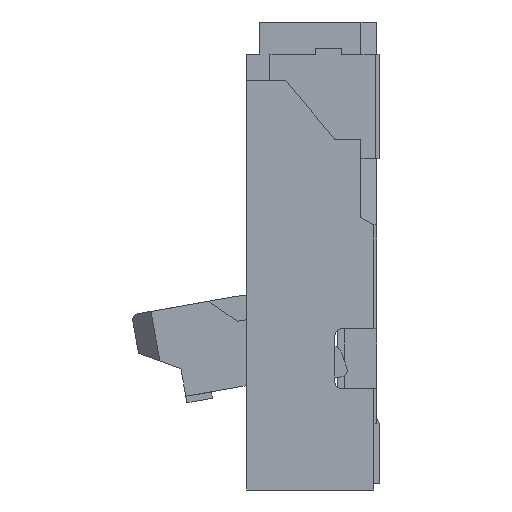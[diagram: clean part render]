
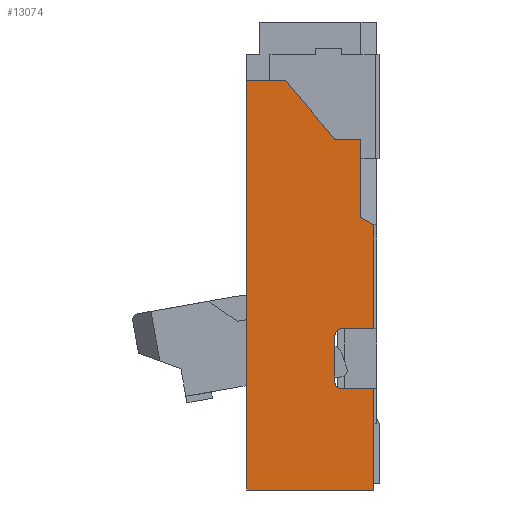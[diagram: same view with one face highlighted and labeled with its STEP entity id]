
A CAD part, left-side view. The second image highlights one B-rep face of the part: STEP entity #13074.
In plain terms, the highlighted planar face has unit normal (-1, 0, 0).
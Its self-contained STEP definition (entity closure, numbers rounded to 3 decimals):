
#715=DIRECTION('',(0.,-0.643,-0.766));
#716=VECTOR('',#715,0.591);
#717=CARTESIAN_POINT('',(-3.85,0.7,-0.45));
#718=LINE('',#717,#716);
#719=DIRECTION('',(0.,-1.,0.));
#720=VECTOR('',#719,0.2);
#721=CARTESIAN_POINT('',(-3.85,0.32,-0.903));
#722=LINE('',#721,#720);
#723=DIRECTION('',(0.,0.,-1.));
#724=VECTOR('',#723,0.6);
#725=CARTESIAN_POINT('',(-3.85,0.12,-0.903));
#726=LINE('',#725,#724);
#727=DIRECTION('',(0.,-0.866,-0.5));
#728=VECTOR('',#727,0.115);
#729=CARTESIAN_POINT('',(-3.85,0.12,-1.503));
#730=LINE('',#729,#728);
#731=DIRECTION('',(0.,0.,-1.));
#732=VECTOR('',#731,0.799);
#733=CARTESIAN_POINT('',(-3.85,0.02,-1.561));
#734=LINE('',#733,#732);
#735=DIRECTION('',(0.,1.,0.));
#736=VECTOR('',#735,0.25);
#737=CARTESIAN_POINT('',(-3.85,0.02,-2.36));
#738=LINE('',#737,#736);
#739=CARTESIAN_POINT('',(-3.85,0.27,-2.41));
#740=DIRECTION('',(-1.,0.,0.));
#741=DIRECTION('',(0.,0.,1.));
#742=AXIS2_PLACEMENT_3D('',#739,#740,#741);
#744=DIRECTION('',(0.,0.,-1.));
#745=VECTOR('',#744,0.36);
#746=CARTESIAN_POINT('',(-3.85,0.32,-2.41));
#747=LINE('',#746,#745);
#748=CARTESIAN_POINT('',(-3.85,0.27,-2.77));
#749=DIRECTION('',(-1.,0.,0.));
#750=DIRECTION('',(0.,1.,0.));
#751=AXIS2_PLACEMENT_3D('',#748,#749,#750);
#753=DIRECTION('',(0.,-1.,0.));
#754=VECTOR('',#753,0.25);
#755=CARTESIAN_POINT('',(-3.85,0.27,-2.82));
#756=LINE('',#755,#754);
#757=DIRECTION('',(0.,0.,1.));
#758=VECTOR('',#757,0.78);
#759=CARTESIAN_POINT('',(-3.85,0.02,-3.6));
#760=LINE('',#759,#758);
#761=DIRECTION('',(0.,1.,0.));
#762=VECTOR('',#761,0.98);
#763=CARTESIAN_POINT('',(-3.85,0.02,-3.6));
#764=LINE('',#763,#762);
#765=DIRECTION('',(0.,0.,1.));
#766=VECTOR('',#765,3.15);
#767=CARTESIAN_POINT('',(-3.85,1.,-3.6));
#768=LINE('',#767,#766);
#769=DIRECTION('',(0.,-1.,0.));
#770=VECTOR('',#769,0.3);
#771=CARTESIAN_POINT('',(-3.85,1.,-0.45));
#772=LINE('',#771,#770);
#9425=CARTESIAN_POINT('',(-3.85,0.7,-0.45));
#9426=CARTESIAN_POINT('',(-3.85,0.32,-0.903));
#9427=VERTEX_POINT('',#9425);
#9428=VERTEX_POINT('',#9426);
#9429=CARTESIAN_POINT('',(-3.85,0.12,-0.903));
#9430=VERTEX_POINT('',#9429);
#9431=CARTESIAN_POINT('',(-3.85,0.12,-1.503));
#9432=VERTEX_POINT('',#9431);
#9433=CARTESIAN_POINT('',(-3.85,0.02,-1.561));
#9434=VERTEX_POINT('',#9433);
#9435=CARTESIAN_POINT('',(-3.85,0.02,-2.36));
#9436=VERTEX_POINT('',#9435);
#9437=CARTESIAN_POINT('',(-3.85,0.27,-2.36));
#9438=VERTEX_POINT('',#9437);
#9439=CARTESIAN_POINT('',(-3.85,0.32,-2.41));
#9440=VERTEX_POINT('',#9439);
#9441=CARTESIAN_POINT('',(-3.85,0.32,-2.77));
#9442=VERTEX_POINT('',#9441);
#9443=CARTESIAN_POINT('',(-3.85,0.27,-2.82));
#9444=VERTEX_POINT('',#9443);
#9445=CARTESIAN_POINT('',(-3.85,0.02,-2.82));
#9446=VERTEX_POINT('',#9445);
#9447=CARTESIAN_POINT('',(-3.85,0.02,-3.6));
#9448=VERTEX_POINT('',#9447);
#9449=CARTESIAN_POINT('',(-3.85,1.,-0.45));
#9450=VERTEX_POINT('',#9449);
#9459=CARTESIAN_POINT('',(-3.85,1.,-3.6));
#9460=VERTEX_POINT('',#9459);
#13046=CARTESIAN_POINT('',(-3.85,0.,0.));
#13047=DIRECTION('',(1.,0.,0.));
#13048=DIRECTION('',(0.,0.,-1.));
#13049=AXIS2_PLACEMENT_3D('',#13046,#13047,#13048);
#13050=PLANE('',#13049);
#13052=ORIENTED_EDGE('',*,*,#13051,.T.);
#13054=ORIENTED_EDGE('',*,*,#13053,.T.);
#13056=ORIENTED_EDGE('',*,*,#13055,.T.);
#13058=ORIENTED_EDGE('',*,*,#13057,.T.);
#13059=ORIENTED_EDGE('',*,*,#12837,.T.);
#13060=ORIENTED_EDGE('',*,*,#12918,.T.);
#13061=ORIENTED_EDGE('',*,*,#13027,.T.);
#13062=ORIENTED_EDGE('',*,*,#13040,.T.);
#13063=ORIENTED_EDGE('',*,*,#12991,.T.);
#13064=ORIENTED_EDGE('',*,*,#12978,.T.);
#13065=ORIENTED_EDGE('',*,*,#12874,.F.);
#13067=ORIENTED_EDGE('',*,*,#13066,.T.);
#13069=ORIENTED_EDGE('',*,*,#13068,.T.);
#13071=ORIENTED_EDGE('',*,*,#13070,.T.);
#13072=EDGE_LOOP('',(#13052,#13054,#13056,#13058,#13059,#13060,#13061,#13062,
#13063,#13064,#13065,#13067,#13069,#13071));
#13073=FACE_OUTER_BOUND('',#13072,.F.);
#13074=ADVANCED_FACE('',(#13073),#13050,.F.);
#743=CIRCLE('',#742,0.05);
#752=CIRCLE('',#751,0.05);
#12837=EDGE_CURVE('',#9434,#9436,#734,.T.);
#12874=EDGE_CURVE('',#9448,#9446,#760,.T.);
#12918=EDGE_CURVE('',#9436,#9438,#738,.T.);
#12978=EDGE_CURVE('',#9444,#9446,#756,.T.);
#12991=EDGE_CURVE('',#9442,#9444,#752,.T.);
#13027=EDGE_CURVE('',#9438,#9440,#743,.T.);
#13040=EDGE_CURVE('',#9440,#9442,#747,.T.);
#13051=EDGE_CURVE('',#9427,#9428,#718,.T.);
#13053=EDGE_CURVE('',#9428,#9430,#722,.T.);
#13055=EDGE_CURVE('',#9430,#9432,#726,.T.);
#13057=EDGE_CURVE('',#9432,#9434,#730,.T.);
#13066=EDGE_CURVE('',#9448,#9460,#764,.T.);
#13068=EDGE_CURVE('',#9460,#9450,#768,.T.);
#13070=EDGE_CURVE('',#9450,#9427,#772,.T.);
